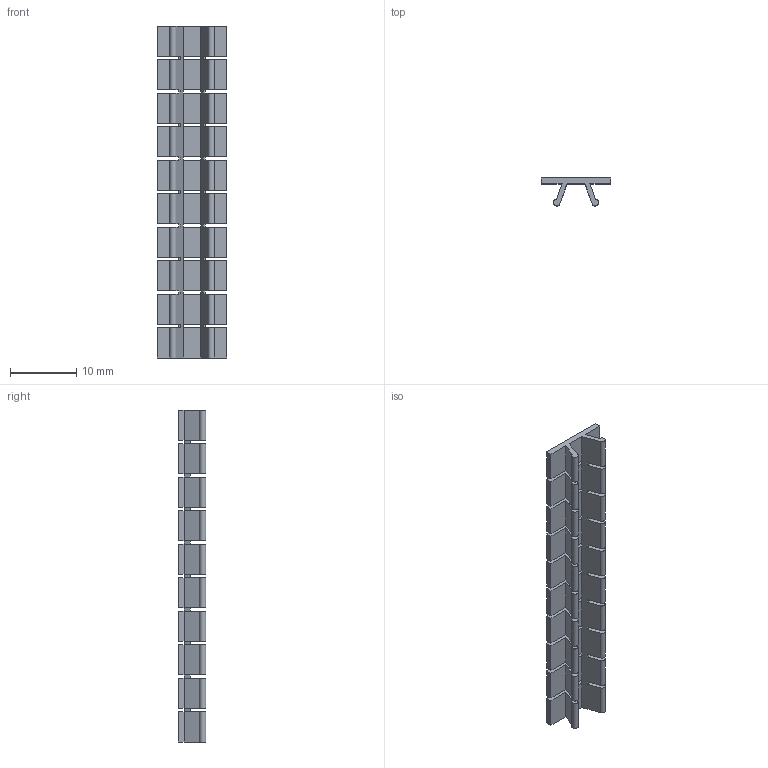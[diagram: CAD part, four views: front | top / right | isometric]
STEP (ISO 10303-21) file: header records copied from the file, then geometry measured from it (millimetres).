
FILE_DESCRIPTION((''),'2;1');
FILE_NAME('PRT0001','2024-03-18T',('ASUS'),(''),'PRO/ENGINEER BY PARAMETRIC TECHNOLOGY CORPORATION, 2013230','PRO/ENGINEER BY PARAMETRIC TECHNOLOGY CORPORATION, 2013230','');
FILE_SCHEMA(('CONFIG_CONTROL_DESIGN'));
Length unit declared in the file: millimetre
Products named in the file (1): PRT0001
Bounding box: 10.5 x 4.2 x 50.3 mm (x, y, z)
Volume: 675 mm3; surface area: 1993.2 mm2
Topology: 1 solids, 1 shells, 176 faces, 540 edges, 348 vertices
Faces by surface type: plane 156, cylinder 20
Entity records: 6002 total; most frequent: ORIENTED_EDGE 1080, CARTESIAN_POINT 1064, DIRECTION 932, EDGE_CURVE 540, VECTOR 500, LINE 500, VERTEX_POINT 348, AXIS2_PLACEMENT_3D 216
